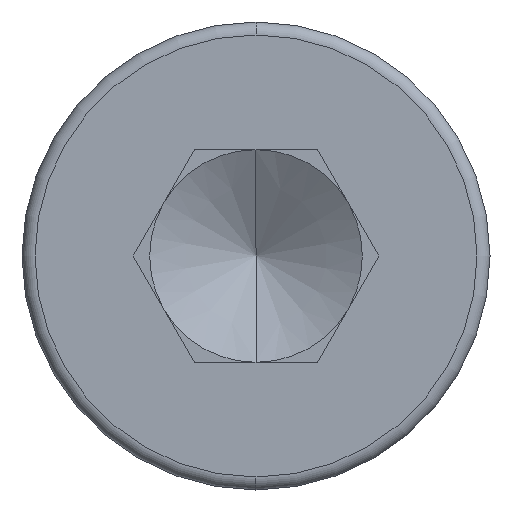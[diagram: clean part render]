
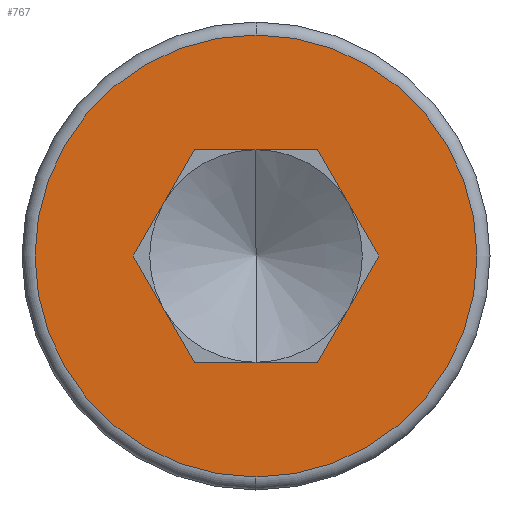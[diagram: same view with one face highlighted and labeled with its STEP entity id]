
A CAD part, left-side view. The second image highlights one B-rep face of the part: STEP entity #767.
In plain terms, the highlighted planar face has unit normal (-1, 0, 0).
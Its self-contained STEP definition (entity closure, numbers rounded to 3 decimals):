
#9 = ORIENTED_EDGE ( 'NONE', *, *, #282, .T. ) ;
#22 = VERTEX_POINT ( 'NONE', #58 ) ;
#29 = DIRECTION ( 'NONE',  ( 0., 1., 0. ) ) ;
#37 = VECTOR ( 'NONE', #44, 1000. ) ;
#44 = DIRECTION ( 'NONE',  ( 0., -0.5, -0.866 ) ) ;
#49 = LINE ( 'NONE', #108, #37 ) ;
#58 = CARTESIAN_POINT ( 'NONE',  ( 0., -0.59, -1.023 ) ) ;
#60 = ORIENTED_EDGE ( 'NONE', *, *, #156, .T. ) ;
#69 = LINE ( 'NONE', #373, #394 ) ;
#91 = DIRECTION ( 'NONE',  ( 0., 0., 1. ) ) ;
#96 = EDGE_CURVE ( 'NONE', #674, #322, #637, .T. ) ;
#103 = CARTESIAN_POINT ( 'NONE',  ( 0., 0., 2.125 ) ) ;
#108 = CARTESIAN_POINT ( 'NONE',  ( 0., -0.59, 1.022 ) ) ;
#116 = ORIENTED_EDGE ( 'NONE', *, *, #701, .F. ) ;
#115 = CARTESIAN_POINT ( 'NONE',  ( 0., -1.181, 0. ) ) ;
#141 = FACE_OUTER_BOUND ( 'NONE', #678, .T. ) ;
#156 = EDGE_CURVE ( 'NONE', #604, #368, #567, .T. ) ;
#190 = ORIENTED_EDGE ( 'NONE', *, *, #96, .T. ) ;
#197 = CARTESIAN_POINT ( 'NONE',  ( 0., 0., -2.125 ) ) ;
#200 = ORIENTED_EDGE ( 'NONE', *, *, #228, .F. ) ;
#214 = DIRECTION ( 'NONE',  ( -1., 0., 0. ) ) ;
#215 = CARTESIAN_POINT ( 'NONE',  ( 0., 0.59, -1.023 ) ) ;
#228 = EDGE_CURVE ( 'NONE', #491, #22, #761, .T. ) ;
#254 = CIRCLE ( 'NONE', #517, 2.125 ) ;
#258 = VERTEX_POINT ( 'NONE', #718 ) ;
#282 = EDGE_CURVE ( 'NONE', #541, #22, #531, .T. ) ;
#322 = VERTEX_POINT ( 'NONE', #103 ) ;
#338 = EDGE_CURVE ( 'NONE', #258, #541, #49, .T. ) ;
#359 = DIRECTION ( 'NONE',  ( 0., 0., 1. ) ) ;
#366 = VECTOR ( 'NONE', #450, 1000. ) ;
#368 = VERTEX_POINT ( 'NONE', #708 ) ;
#373 = CARTESIAN_POINT ( 'NONE',  ( 0., 1.181, 0. ) ) ;
#377 = DIRECTION ( 'NONE',  ( 0., 0., 1. ) ) ;
#394 = VECTOR ( 'NONE', #554, 1000. ) ;
#413 = DIRECTION ( 'NONE',  ( 0., 0.5, -0.866 ) ) ;
#434 = CARTESIAN_POINT ( 'NONE',  ( 0., -0.59, 1.022 ) ) ;
#446 = VECTOR ( 'NONE', #454, 1000. ) ;
#450 = DIRECTION ( 'NONE',  ( 0., -0.5, 0.866 ) ) ;
#453 = CARTESIAN_POINT ( 'NONE',  ( 0., 0., 0. ) ) ;
#454 = DIRECTION ( 'NONE',  ( 0., -1., 0. ) ) ;
#455 = AXIS2_PLACEMENT_3D ( 'NONE', #453, #214, #377 ) ;
#456 = PLANE ( 'NONE',  #455 ) ;
#482 = EDGE_LOOP ( 'NONE', ( #60, #116, #492, #9, #200, #552 ) ) ;
#487 = LINE ( 'NONE', #434, #737 ) ;
#491 = VERTEX_POINT ( 'NONE', #710 ) ;
#492 = ORIENTED_EDGE ( 'NONE', *, *, #338, .T. ) ;
#516 = CARTESIAN_POINT ( 'NONE',  ( 0., 0., 0. ) ) ;
#517 = AXIS2_PLACEMENT_3D ( 'NONE', #724, #617, #359 ) ;
#531 = LINE ( 'NONE', #720, #758 ) ;
#533 = CARTESIAN_POINT ( 'NONE',  ( 0., 1.181, 0. ) ) ;
#541 = VERTEX_POINT ( 'NONE', #115 ) ;
#552 = ORIENTED_EDGE ( 'NONE', *, *, #570, .F. ) ;
#554 = DIRECTION ( 'NONE',  ( 0., -0.5, -0.866 ) ) ;
#567 = LINE ( 'NONE', #766, #366 ) ;
#570 = EDGE_CURVE ( 'NONE', #604, #491, #69, .T. ) ;
#595 = ORIENTED_EDGE ( 'NONE', *, *, #625, .T. ) ;
#604 = VERTEX_POINT ( 'NONE', #533 ) ;
#617 = DIRECTION ( 'NONE',  ( -1., 0., 0. ) ) ;
#625 = EDGE_CURVE ( 'NONE', #322, #674, #254, .T. ) ;
#637 = CIRCLE ( 'NONE', #738, 2.125 ) ;
#644 = DIRECTION ( 'NONE',  ( -1., 0., 0. ) ) ;
#674 = VERTEX_POINT ( 'NONE', #197 ) ;
#678 = EDGE_LOOP ( 'NONE', ( #595, #190 ) ) ;
#701 = EDGE_CURVE ( 'NONE', #258, #368, #487, .T. ) ;
#708 = CARTESIAN_POINT ( 'NONE',  ( 0., 0.59, 1.022 ) ) ;
#710 = CARTESIAN_POINT ( 'NONE',  ( 0., 0.59, -1.023 ) ) ;
#718 = CARTESIAN_POINT ( 'NONE',  ( 0., -0.59, 1.022 ) ) ;
#720 = CARTESIAN_POINT ( 'NONE',  ( 0., -1.181, 0. ) ) ;
#724 = CARTESIAN_POINT ( 'NONE',  ( 0., 0., 0. ) ) ;
#737 = VECTOR ( 'NONE', #29, 1000. ) ;
#738 = AXIS2_PLACEMENT_3D ( 'NONE', #516, #644, #91 ) ;
#751 = FACE_BOUND ( 'NONE', #482, .T. ) ;
#758 = VECTOR ( 'NONE', #413, 1000. ) ;
#761 = LINE ( 'NONE', #215, #446 ) ;
#766 = CARTESIAN_POINT ( 'NONE',  ( 0., 1.181, 0. ) ) ;
#767 = ADVANCED_FACE ( 'NONE', ( #751, #141 ), #456, .T. ) ;
